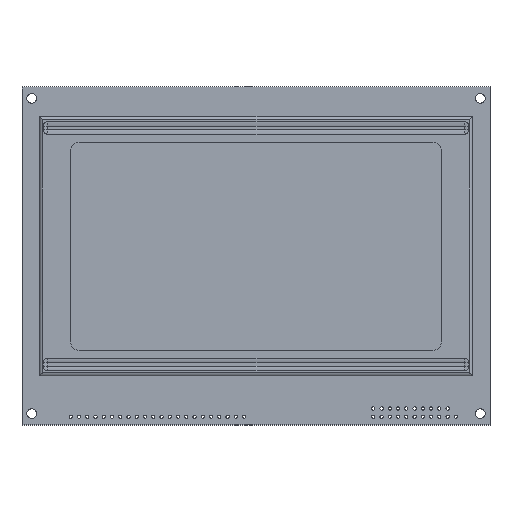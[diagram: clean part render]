
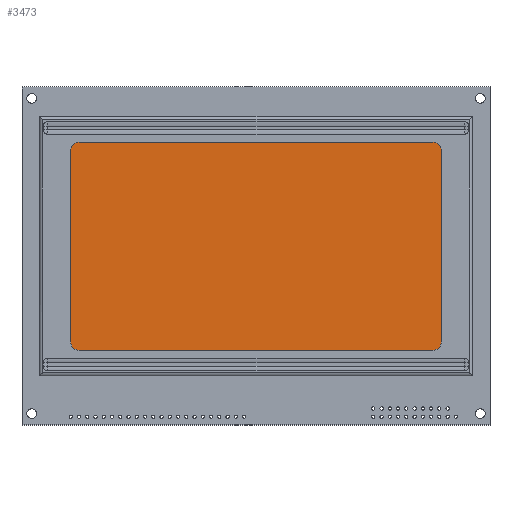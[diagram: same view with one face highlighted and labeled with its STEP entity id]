
A CAD part, top view. The second image highlights one B-rep face of the part: STEP entity #3473.
In plain terms, the highlighted planar face has unit normal (0, 0, 1).
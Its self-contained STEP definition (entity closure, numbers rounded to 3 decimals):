
#104 = AXIS2_PLACEMENT_3D ( 'NONE', #1891, #465, #1395 ) ;
#111 = VERTEX_POINT ( 'NONE', #920 ) ;
#154 = EDGE_CURVE ( 'NONE', #1338, #4826, #4766, .T. ) ;
#171 = VERTEX_POINT ( 'NONE', #4927 ) ;
#377 = VERTEX_POINT ( 'NONE', #878 ) ;
#408 = DIRECTION ( 'NONE',  ( 0., 1., 0. ) ) ;
#424 = DIRECTION ( 'NONE',  ( 0., -1., 0. ) ) ;
#443 = CARTESIAN_POINT ( 'NONE',  ( -54.46, 32.46, 9.48 ) ) ;
#465 = DIRECTION ( 'NONE',  ( 0., 0., 1. ) ) ;
#530 = CARTESIAN_POINT ( 'NONE',  ( 54.46, -29., 9.48 ) ) ;
#878 = CARTESIAN_POINT ( 'NONE',  ( -57., -26.46, 9.48 ) ) ;
#888 = CARTESIAN_POINT ( 'NONE',  ( -54.46, -26.46, 9.48 ) ) ;
#919 = CIRCLE ( 'NONE', #1437, 2.54 ) ;
#920 = CARTESIAN_POINT ( 'NONE',  ( 57., 32.46, 9.48 ) ) ;
#950 = CARTESIAN_POINT ( 'NONE',  ( -54.46, -29., 9.48 ) ) ;
#1098 = VERTEX_POINT ( 'NONE', #5811 ) ;
#1136 = CARTESIAN_POINT ( 'NONE',  ( -54.46, -26.46, 9.48 ) ) ;
#1155 = CIRCLE ( 'NONE', #4790, 2.54 ) ;
#1338 = VERTEX_POINT ( 'NONE', #950 ) ;
#1395 = DIRECTION ( 'NONE',  ( 1., 0., 0. ) ) ;
#1411 = EDGE_CURVE ( 'NONE', #4826, #1978, #5692, .T. ) ;
#1437 = AXIS2_PLACEMENT_3D ( 'NONE', #443, #4315, #1976 ) ;
#1682 = ORIENTED_EDGE ( 'NONE', *, *, #3749, .T. ) ;
#1725 = VERTEX_POINT ( 'NONE', #3691 ) ;
#1797 = CARTESIAN_POINT ( 'NONE',  ( 57., -26.46, 9.48 ) ) ;
#1891 = CARTESIAN_POINT ( 'NONE',  ( 54.46, -26.46, 9.48 ) ) ;
#1906 = CARTESIAN_POINT ( 'NONE',  ( 57., -26.46, 9.48 ) ) ;
#1932 = CARTESIAN_POINT ( 'NONE',  ( -54.46, -29., 9.48 ) ) ;
#1976 = DIRECTION ( 'NONE',  ( -1., 0., 0. ) ) ;
#1978 = VERTEX_POINT ( 'NONE', #1797 ) ;
#2098 = AXIS2_PLACEMENT_3D ( 'NONE', #4288, #2846, #3304 ) ;
#2278 = ORIENTED_EDGE ( 'NONE', *, *, #2568, .T. ) ;
#2358 = LINE ( 'NONE', #4802, #3103 ) ;
#2513 = EDGE_CURVE ( 'NONE', #1098, #171, #2358, .T. ) ;
#2533 = EDGE_CURVE ( 'NONE', #1978, #111, #4379, .T. ) ;
#2568 = EDGE_CURVE ( 'NONE', #171, #1725, #919, .T. ) ;
#2846 = DIRECTION ( 'NONE',  ( 0., 0., 1. ) ) ;
#2875 = DIRECTION ( 'NONE',  ( 0., 0., -1. ) ) ;
#2914 = AXIS2_PLACEMENT_3D ( 'NONE', #888, #2875, #4858 ) ;
#3002 = VECTOR ( 'NONE', #408, 1000. ) ;
#3091 = DIRECTION ( 'NONE',  ( 0., 0., 1. ) ) ;
#3103 = VECTOR ( 'NONE', #4343, 1000. ) ;
#3304 = DIRECTION ( 'NONE',  ( -1., 0., 0. ) ) ;
#3473 = ADVANCED_FACE ( 'NONE', ( #4827 ), #4799, .F. ) ;
#3691 = CARTESIAN_POINT ( 'NONE',  ( -57., 32.46, 9.48 ) ) ;
#3710 = VECTOR ( 'NONE', #4407, 1000. ) ;
#3749 = EDGE_CURVE ( 'NONE', #1725, #377, #4915, .T. ) ;
#3863 = CIRCLE ( 'NONE', #2098, 2.54 ) ;
#4135 = ORIENTED_EDGE ( 'NONE', *, *, #1411, .T. ) ;
#4269 = EDGE_CURVE ( 'NONE', #111, #1098, #3863, .T. ) ;
#4288 = CARTESIAN_POINT ( 'NONE',  ( 54.46, 32.46, 9.48 ) ) ;
#4315 = DIRECTION ( 'NONE',  ( 0., 0., 1. ) ) ;
#4343 = DIRECTION ( 'NONE',  ( -1., 0., 0. ) ) ;
#4379 = LINE ( 'NONE', #1906, #3002 ) ;
#4393 = ORIENTED_EDGE ( 'NONE', *, *, #2533, .T. ) ;
#4407 = DIRECTION ( 'NONE',  ( 1., 0., 0. ) ) ;
#4481 = ORIENTED_EDGE ( 'NONE', *, *, #2513, .T. ) ;
#4581 = VECTOR ( 'NONE', #424, 1000. ) ;
#4683 = DIRECTION ( 'NONE',  ( -1., 0., 0. ) ) ;
#4766 = LINE ( 'NONE', #1932, #3710 ) ;
#4790 = AXIS2_PLACEMENT_3D ( 'NONE', #1136, #3091, #4683 ) ;
#4799 = PLANE ( 'NONE',  #2914 ) ;
#4802 = CARTESIAN_POINT ( 'NONE',  ( -54.46, 35., 9.48 ) ) ;
#4826 = VERTEX_POINT ( 'NONE', #530 ) ;
#4827 = FACE_OUTER_BOUND ( 'NONE', #5060, .T. ) ;
#4858 = DIRECTION ( 'NONE',  ( -1., 0., 0. ) ) ;
#4909 = EDGE_CURVE ( 'NONE', #377, #1338, #1155, .T. ) ;
#4915 = LINE ( 'NONE', #6354, #4581 ) ;
#4927 = CARTESIAN_POINT ( 'NONE',  ( -54.46, 35., 9.48 ) ) ;
#5040 = ORIENTED_EDGE ( 'NONE', *, *, #154, .T. ) ;
#5060 = EDGE_LOOP ( 'NONE', ( #5947, #5040, #4135, #4393, #5139, #4481, #2278, #1682 ) ) ;
#5139 = ORIENTED_EDGE ( 'NONE', *, *, #4269, .T. ) ;
#5692 = CIRCLE ( 'NONE', #104, 2.54 ) ;
#5811 = CARTESIAN_POINT ( 'NONE',  ( 54.46, 35., 9.48 ) ) ;
#5947 = ORIENTED_EDGE ( 'NONE', *, *, #4909, .T. ) ;
#6354 = CARTESIAN_POINT ( 'NONE',  ( -57., -26.46, 9.48 ) ) ;
